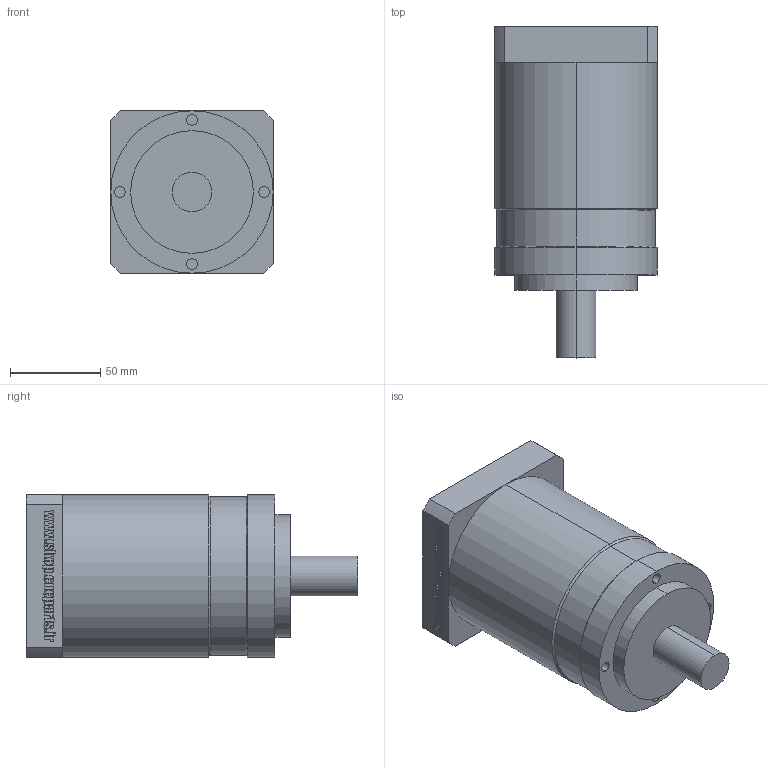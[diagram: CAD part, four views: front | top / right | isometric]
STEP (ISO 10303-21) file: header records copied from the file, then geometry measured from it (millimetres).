
FILE_DESCRIPTION (( 'STEP AP214' ), '1' );
FILE_NAME ('se90-015-19.STEP', '2025-11-24T20:20:23', ( '' ), ( '' ), 'SwSTEP 2.0', 'SolidWorks 2024', '' );
FILE_SCHEMA (( 'AUTOMOTIVE_DESIGN' ));
Length unit declared in the file: millimetre
Products named in the file (1): se90-015-19
Bounding box: 90 x 184 x 90 mm (x, y, z)
Volume: 911757.9 mm3; surface area: 67345.3 mm2
Topology: 1 solids, 1 shells, 329 faces, 862 edges, 570 vertices
Faces by surface type: plane 186, bspline 105, cylinder 34, cone 4
Entity records: 15719 total; most frequent: CARTESIAN_POINT 8251, ORIENTED_EDGE 1724, DIRECTION 1166, EDGE_CURVE 862, VECTOR 576, LINE 576, VERTEX_POINT 570, EDGE_LOOP 364
